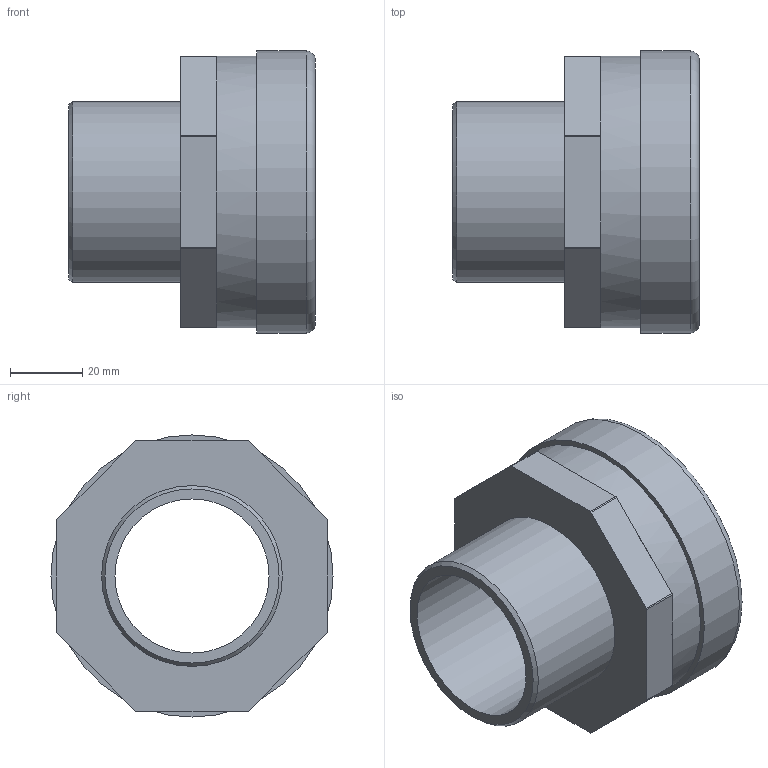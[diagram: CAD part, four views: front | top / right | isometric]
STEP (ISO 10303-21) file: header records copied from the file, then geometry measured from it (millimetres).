
FILE_DESCRIPTION(/* description */ ('PVC Transition Adapter, Spigot to Female Threads, Ø50 - 2", PN16'),/* implementation_level */ '2;1');
FILE_NAME(/* name */ 'SF17U-050-R050',/* time_stamp */ '2022-08-04T16:51:32+02:00',/* author */ ('COAB Solutions'),/* organization */ ('GPA Flowsystem'),/* preprocessor_version */ 'ST-DEVELOPER v18.1',/* originating_system */ 'www.coabsolutions.com',/* authorisation */ '');
FILE_SCHEMA (('AUTOMOTIVE_DESIGN { 1 0 10303 214 3 1 1 }'));
Length unit declared in the file: millimetre
Products named in the file (1): SF17U-050-R050
Bounding box: 68.2 x 78 x 78 mm (x, y, z)
Volume: 96944.8 mm3; surface area: 31535.3 mm2
Topology: 1 solids, 1 shells, 39 faces, 90 edges, 57 vertices
Faces by surface type: plane 22, cylinder 14, torus 2, cone 1
Full cylindrical faces by diameter (mm): 42.6 x1, 50 x1, 60.3 x2, 75 x1, 78 x1
Entity records: 1186 total; most frequent: DIRECTION 213, CARTESIAN_POINT 187, ORIENTED_EDGE 180, EDGE_CURVE 90, AXIS2_PLACEMENT_3D 83, VERTEX_POINT 57, LINE 47, VECTOR 47
